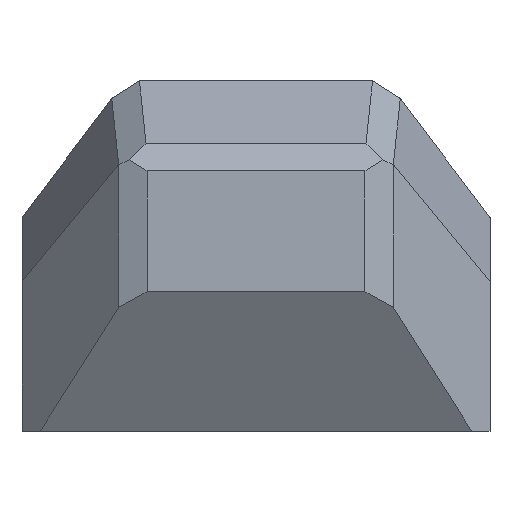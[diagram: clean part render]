
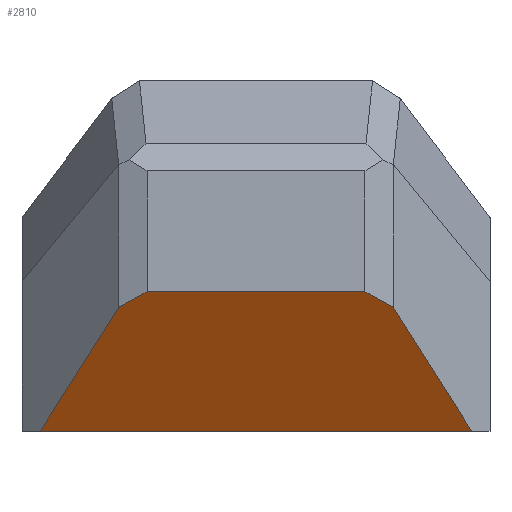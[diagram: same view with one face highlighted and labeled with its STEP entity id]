
A CAD part, left-side view. The second image highlights one B-rep face of the part: STEP entity #2810.
In plain terms, the highlighted planar face has unit normal (-0.845, 0, -0.535).
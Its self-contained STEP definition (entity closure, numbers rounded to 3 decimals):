
#127=FACE_OUTER_BOUND('',#289,.T.);
#289=EDGE_LOOP('',(#1986,#1987,#1988,#1989,#1990,#1991));
#478=LINE('',#4287,#756);
#482=LINE('',#4295,#760);
#490=LINE('',#4310,#768);
#491=LINE('',#4313,#769);
#492=LINE('',#4315,#770);
#493=LINE('',#4316,#771);
#756=VECTOR('',#3421,10.);
#760=VECTOR('',#3427,10.);
#768=VECTOR('',#3439,10.);
#769=VECTOR('',#3442,10.);
#770=VECTOR('',#3443,10.);
#771=VECTOR('',#3444,10.);
#1161=VERTEX_POINT('',#4284);
#1162=VERTEX_POINT('',#4286);
#1164=VERTEX_POINT('',#4292);
#1165=VERTEX_POINT('',#4294);
#1171=VERTEX_POINT('',#4312);
#1172=VERTEX_POINT('',#4314);
#1466=EDGE_CURVE('',#1162,#1161,#478,.T.);
#1470=EDGE_CURVE('',#1165,#1164,#482,.T.);
#1478=EDGE_CURVE('',#1165,#1161,#490,.T.);
#1479=EDGE_CURVE('',#1171,#1164,#491,.T.);
#1480=EDGE_CURVE('',#1172,#1171,#492,.T.);
#1481=EDGE_CURVE('',#1162,#1172,#493,.T.);
#1986=ORIENTED_EDGE('',*,*,#1470,.T.);
#1987=ORIENTED_EDGE('',*,*,#1479,.F.);
#1988=ORIENTED_EDGE('',*,*,#1480,.F.);
#1989=ORIENTED_EDGE('',*,*,#1481,.F.);
#1990=ORIENTED_EDGE('',*,*,#1466,.T.);
#1991=ORIENTED_EDGE('',*,*,#1478,.F.);
#2674=PLANE('',#3021);
#2810=ADVANCED_FACE('',(#127),#2674,.F.);
#3021=AXIS2_PLACEMENT_3D('',#4311,#3440,#3441);
#3421=DIRECTION('',(-0.294,0.835,0.464));
#3427=DIRECTION('',(0.294,0.835,-0.464));
#3439=DIRECTION('',(0.,-1.,0.));
#3440=DIRECTION('center_axis',(0.845,0.,0.535));
#3441=DIRECTION('ref_axis',(-0.535,0.,0.845));
#3442=DIRECTION('',(-0.472,-0.472,0.745));
#3443=DIRECTION('',(0.,1.,0.));
#3444=DIRECTION('',(0.472,-0.472,-0.745));
#4284=CARTESIAN_POINT('',(-21.63,-5.943,-4.397));
#4286=CARTESIAN_POINT('',(-21.086,-7.489,-5.256));
#4287=CARTESIAN_POINT('',(-22.469,-3.56,-3.073));
#4292=CARTESIAN_POINT('',(-21.086,7.489,-5.256));
#4294=CARTESIAN_POINT('',(-21.63,5.943,-4.397));
#4295=CARTESIAN_POINT('',(-19.545,11.862,-7.685));
#4310=CARTESIAN_POINT('',(-21.63,12.763,-4.397));
#4311=CARTESIAN_POINT('Origin',(-16.812,12.763,-11.997));
#4312=CARTESIAN_POINT('',(-16.812,11.763,-11.997));
#4313=CARTESIAN_POINT('',(-18.126,10.448,-9.923));
#4314=CARTESIAN_POINT('',(-16.812,-11.763,-11.997));
#4315=CARTESIAN_POINT('',(-16.812,6.356,-11.997));
#4316=CARTESIAN_POINT('',(-19.321,-9.253,-8.039));
